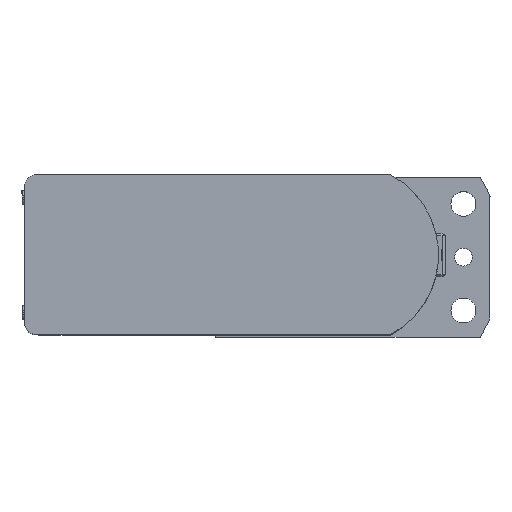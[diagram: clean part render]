
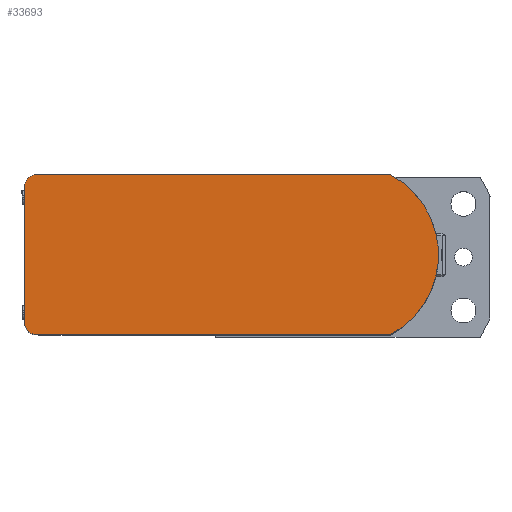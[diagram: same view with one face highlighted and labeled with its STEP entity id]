
A CAD part, top view. The second image highlights one B-rep face of the part: STEP entity #33693.
In plain terms, the highlighted planar face has unit normal (0, 0, 1).
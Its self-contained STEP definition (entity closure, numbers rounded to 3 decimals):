
#1406=PLANE('',#36621);
#3311=FACE_OUTER_BOUND('',#5244,.T.);
#5244=EDGE_LOOP('',(#27627,#27628,#27629,#27630,#27631,#27632));
#6859=CIRCLE('',#36608,51.);
#6863=CIRCLE('',#36614,6.6);
#6866=CIRCLE('',#36619,6.6);
#9598=LINE('',#56467,#12294);
#9604=LINE('',#56483,#12300);
#9608=LINE('',#56496,#12304);
#12294=VECTOR('',#44564,10.);
#12300=VECTOR('',#44578,10.);
#12304=VECTOR('',#44592,10.);
#15145=VERTEX_POINT('',#56412);
#15146=VERTEX_POINT('',#56414);
#15153=VERTEX_POINT('',#56465);
#15155=VERTEX_POINT('',#56471);
#15159=VERTEX_POINT('',#56481);
#15162=VERTEX_POINT('',#56489);
#19479=EDGE_CURVE('',#15146,#15145,#6859,.T.);
#19488=EDGE_CURVE('',#15145,#15153,#9598,.T.);
#19491=EDGE_CURVE('',#15153,#15155,#6863,.T.);
#19496=EDGE_CURVE('',#15155,#15159,#9604,.T.);
#19500=EDGE_CURVE('',#15159,#15162,#6866,.T.);
#19503=EDGE_CURVE('',#15162,#15146,#9608,.T.);
#27627=ORIENTED_EDGE('',*,*,#19479,.T.);
#27628=ORIENTED_EDGE('',*,*,#19488,.T.);
#27629=ORIENTED_EDGE('',*,*,#19491,.T.);
#27630=ORIENTED_EDGE('',*,*,#19496,.T.);
#27631=ORIENTED_EDGE('',*,*,#19500,.T.);
#27632=ORIENTED_EDGE('',*,*,#19503,.T.);
#33693=ADVANCED_FACE('',(#3311),#1406,.T.);
#36608=AXIS2_PLACEMENT_3D('',#56415,#44552,#44553);
#36614=AXIS2_PLACEMENT_3D('',#56473,#44570,#44571);
#36619=AXIS2_PLACEMENT_3D('',#56491,#44586,#44587);
#36621=AXIS2_PLACEMENT_3D('',#56497,#44593,#44594);
#44552=DIRECTION('center_axis',(0.,0.,
1.));
#44553=DIRECTION('ref_axis',(0.471,-0.882,0.));
#44564=DIRECTION('',(-1.,0.,0.));
#44570=DIRECTION('center_axis',(0.,0.,
1.));
#44571=DIRECTION('ref_axis',(0.,1.,0.));
#44578=DIRECTION('',(0.,-1.,0.));
#44586=DIRECTION('center_axis',(0.,0.,
1.));
#44587=DIRECTION('ref_axis',(-1.,0.,0.));
#44592=DIRECTION('',(1.,0.,0.));
#44593=DIRECTION('center_axis',(0.,0.,
1.));
#44594=DIRECTION('ref_axis',(1.,0.,0.));
#56412=CARTESIAN_POINT('',(24.003,45.,840.));
#56414=CARTESIAN_POINT('',(24.003,-45.,840.));
#56415=CARTESIAN_POINT('Origin',(0.003,0.,
840.));
#56465=CARTESIAN_POINT('',(-175.397,45.,840.));
#56467=CARTESIAN_POINT('',(24.003,45.,840.));
#56471=CARTESIAN_POINT('',(-181.997,38.4,840.));
#56473=CARTESIAN_POINT('Origin',(-175.397,38.4,840.));
#56481=CARTESIAN_POINT('',(-181.997,-38.4,840.));
#56483=CARTESIAN_POINT('',(-181.997,38.4,840.));
#56489=CARTESIAN_POINT('',(-175.397,-45.,840.));
#56491=CARTESIAN_POINT('Origin',(-175.397,-38.4,840.));
#56496=CARTESIAN_POINT('',(-175.397,-45.,840.));
#56497=CARTESIAN_POINT('Origin',(-75.833,0.,
840.));
